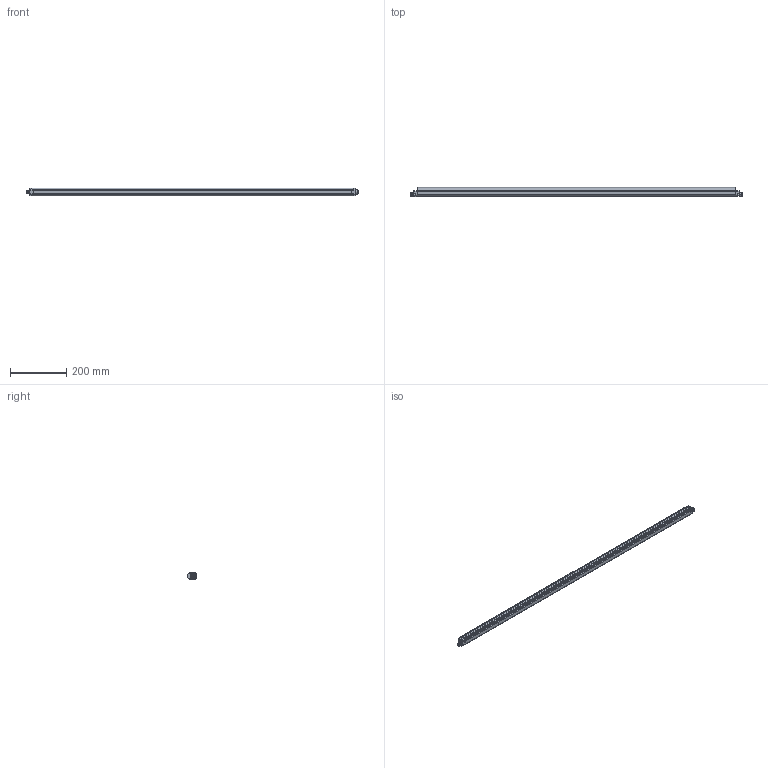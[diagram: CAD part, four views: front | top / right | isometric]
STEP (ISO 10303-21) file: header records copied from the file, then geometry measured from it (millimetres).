
FILE_DESCRIPTION((''),'2;1');
FILE_NAME('167026_SW','2012-09-04T',('banengservice'),('BANNER ENGINEERING'),'PRO/ENGINEER BY PARAMETRIC TECHNOLOGY CORPORATION, 2009141','PRO/ENGINEER BY PARAMETRIC TECHNOLOGY CORPORATION, 2009141','');
FILE_SCHEMA(('CONFIG_CONTROL_DESIGN'));
Products named in the file (1): 167026_SW
Bounding box: 1181 x 32.19 x 28 mm (x, y, z)
Volume: 499806.7 mm3; surface area: 308468.2 mm2
Topology: 1 solids, 1 shells, 1016 faces, 2542 edges, 1550 vertices
Faces by surface type: cylinder 327, plane 316, bspline 139, cone 128, torus 90, sphere 16
Entity records: 48420 total; most frequent: CARTESIAN_POINT 24780, ORIENTED_EDGE 5068, DIRECTION 4880, EDGE_CURVE 2534, AXIS2_PLACEMENT_3D 1910, VERTEX_POINT 1550, EDGE_LOOP 1074, VECTOR 1060
